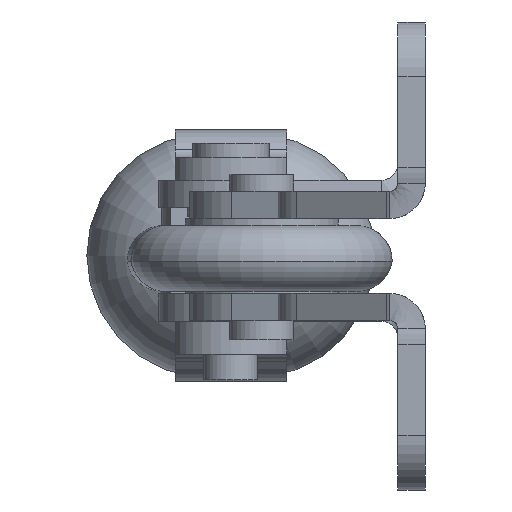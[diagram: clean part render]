
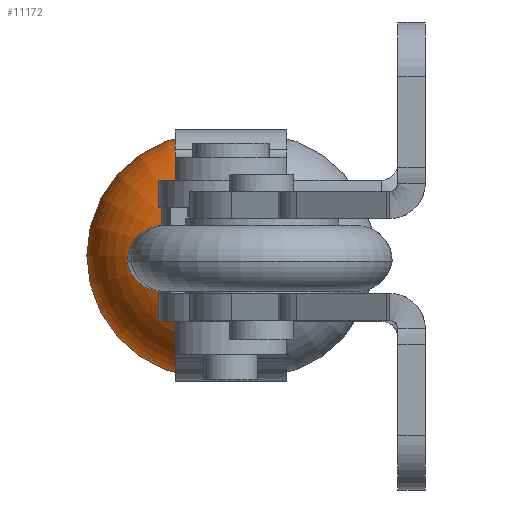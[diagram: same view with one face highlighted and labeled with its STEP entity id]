
A CAD part, left-side view. The second image highlights one B-rep face of the part: STEP entity #11172.
In plain terms, the highlighted toroidal (fillet/blend) face has major radius 2.055 mm and minor radius 9.139 mm.
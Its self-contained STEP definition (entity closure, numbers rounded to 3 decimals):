
#987=DEGENERATE_TOROIDAL_SURFACE('',#12311,2.055,9.139,
 .F.);
#1726=CIRCLE('',#12269,9.139);
#1738=CIRCLE('',#12293,9.139);
#1740=CIRCLE('',#12297,5.867);
#1746=CIRCLE('',#12310,4.5);
#2607=VERTEX_POINT('',#16294);
#2609=VERTEX_POINT('',#16300);
#2620=VERTEX_POINT('',#16344);
#2621=VERTEX_POINT('',#16348);
#4797=EDGE_CURVE('',#2607,#2609,#1726,.T.);
#4821=EDGE_CURVE('',#2620,#2621,#1738,.T.);
#4825=EDGE_CURVE('',#2620,#2609,#1740,.T.);
#4831=EDGE_CURVE('',#2621,#2607,#1746,.T.);
#7397=ORIENTED_EDGE('',*,*,#4797,.T.);
#7398=ORIENTED_EDGE('',*,*,#4825,.F.);
#7399=ORIENTED_EDGE('',*,*,#4821,.T.);
#7400=ORIENTED_EDGE('',*,*,#4831,.T.);
#9425=EDGE_LOOP('',(#7397,#7398,#7399,#7400));
#10349=FACE_BOUND('',#9425,.T.);
#11172=ADVANCED_FACE('',(#10349),#987,.T.);
#12269=AXIS2_PLACEMENT_3D('',#16301,#20059,#20060);
#12293=AXIS2_PLACEMENT_3D('',#16349,#20119,#20120);
#12297=AXIS2_PLACEMENT_3D('',#16356,#20127,#20128);
#12310=AXIS2_PLACEMENT_3D('',#16369,#20150,#20151);
#12311=AXIS2_PLACEMENT_3D('',#16370,#20152,$);
#16294=CARTESIAN_POINT('',(316.229,162.9,-103.17));
#16300=CARTESIAN_POINT('',(327.153,162.9,-101.803));
#16301=CARTESIAN_POINT('',(322.597,162.9,-109.725));
#16344=CARTESIAN_POINT('',(327.153,162.9,-113.537));
#16348=CARTESIAN_POINT('',(316.229,162.9,-112.17));
#16349=CARTESIAN_POINT('',(322.597,162.9,-105.615));
#16356=CARTESIAN_POINT('',(327.153,162.9,-107.67));
#16369=CARTESIAN_POINT('',(316.229,162.9,-107.67));
#16370=CARTESIAN_POINT('',(322.597,162.9,-107.67));
#20059=DIRECTION('',(0.,1.,0.));
#20060=DIRECTION('',(0.,0.,-9.139));
#20119=DIRECTION('',(0.,1.,0.));
#20120=DIRECTION('',(0.,0.,9.139));
#20127=DIRECTION('',(1.,0.,0.));
#20128=DIRECTION('',(0.,0.,-5.867));
#20150=DIRECTION('',(1.,0.,0.));
#20151=DIRECTION('',(0.,0.,-4.5));
#20152=DIRECTION('',(1.,0.,0.));
